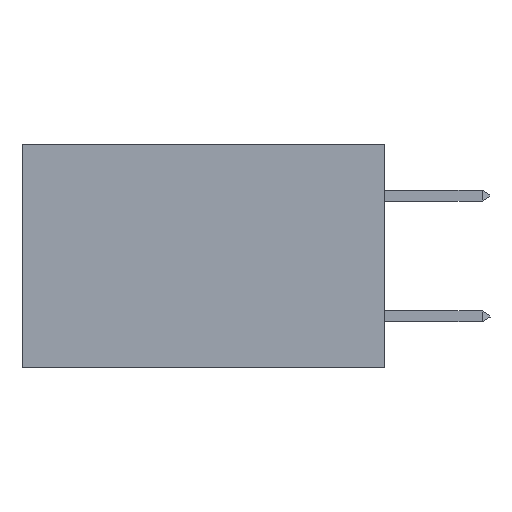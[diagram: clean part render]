
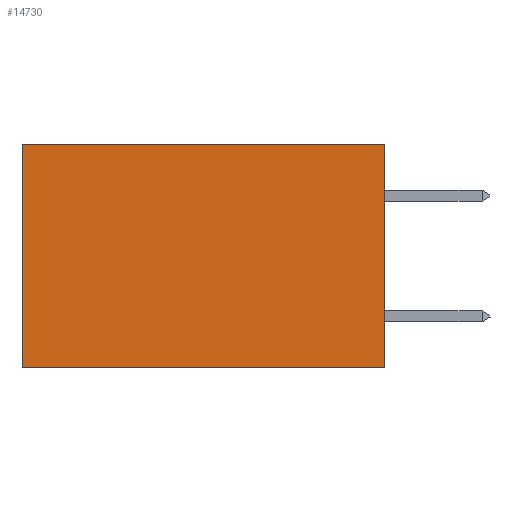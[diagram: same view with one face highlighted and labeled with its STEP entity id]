
A CAD part, left-side view. The second image highlights one B-rep face of the part: STEP entity #14730.
In plain terms, the highlighted planar face has unit normal (-1, 0, 0).
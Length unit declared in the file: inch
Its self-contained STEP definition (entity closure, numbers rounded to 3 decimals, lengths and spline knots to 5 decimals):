
#646 = ORIENTED_EDGE ( 'NONE', *, *, #4150, .T. ) ;
#775 = VECTOR ( 'NONE', #13521, 39.37008 ) ;
#1301 = VERTEX_POINT ( 'NONE', #5713 ) ;
#1650 = EDGE_CURVE ( 'NONE', #1734, #17029, #7706, .T. ) ;
#1734 = VERTEX_POINT ( 'NONE', #13705 ) ;
#1750 = CARTESIAN_POINT ( 'NONE',  ( 0.2875, 0., 0. ) ) ;
#2695 = FACE_OUTER_BOUND ( 'NONE', #10909, .T. ) ;
#2831 = AXIS2_PLACEMENT_3D ( 'NONE', #17273, #9008, #20506 ) ;
#3441 = CARTESIAN_POINT ( 'NONE',  ( 0.2875, 0., -0.37 ) ) ;
#3642 = VERTEX_POINT ( 'NONE', #3441 ) ;
#4100 = LINE ( 'NONE', #12697, #8615 ) ;
#4150 = EDGE_CURVE ( 'NONE', #17029, #1301, #4100, .T. ) ;
#5713 = CARTESIAN_POINT ( 'NONE',  ( 0.2875, 0.6, -0.37 ) ) ;
#6701 = ORIENTED_EDGE ( 'NONE', *, *, #21065, .F. ) ;
#7688 = EDGE_CURVE ( 'NONE', #1734, #3642, #11068, .T. ) ;
#7706 = LINE ( 'NONE', #1750, #11057 ) ;
#8576 = CARTESIAN_POINT ( 'NONE',  ( 0.2875, 0., -0.37 ) ) ;
#8615 = VECTOR ( 'NONE', #20046, 39.37008 ) ;
#9008 = DIRECTION ( 'NONE',  ( 1., 0., 0. ) ) ;
#10909 = EDGE_LOOP ( 'NONE', ( #646, #6701, #14948, #12621 ) ) ;
#11057 = VECTOR ( 'NONE', #20050, 39.37008 ) ;
#11068 = LINE ( 'NONE', #11287, #19302 ) ;
#11287 = CARTESIAN_POINT ( 'NONE',  ( 0.2875, 0., 0. ) ) ;
#12621 = ORIENTED_EDGE ( 'NONE', *, *, #1650, .T. ) ;
#12697 = CARTESIAN_POINT ( 'NONE',  ( 0.2875, 0.6, 0. ) ) ;
#13521 = DIRECTION ( 'NONE',  ( 0., 1., 0. ) ) ;
#13705 = CARTESIAN_POINT ( 'NONE',  ( 0.2875, 0., 0. ) ) ;
#14240 = LINE ( 'NONE', #8576, #775 ) ;
#14730 = ADVANCED_FACE ( 'NONE', ( #2695 ), #17203, .F. ) ;
#14948 = ORIENTED_EDGE ( 'NONE', *, *, #7688, .F. ) ;
#16834 = CARTESIAN_POINT ( 'NONE',  ( 0.2875, 0.6, 0. ) ) ;
#17029 = VERTEX_POINT ( 'NONE', #16834 ) ;
#17203 = PLANE ( 'NONE',  #2831 ) ;
#17273 = CARTESIAN_POINT ( 'NONE',  ( 0.2875, 0., 0. ) ) ;
#19302 = VECTOR ( 'NONE', #19547, 39.37008 ) ;
#19547 = DIRECTION ( 'NONE',  ( 0., 0., -1. ) ) ;
#20046 = DIRECTION ( 'NONE',  ( 0., 0., -1. ) ) ;
#20050 = DIRECTION ( 'NONE',  ( 0., 1., 0. ) ) ;
#20506 = DIRECTION ( 'NONE',  ( 0., 0., -1. ) ) ;
#21065 = EDGE_CURVE ( 'NONE', #3642, #1301, #14240, .T. ) ;
